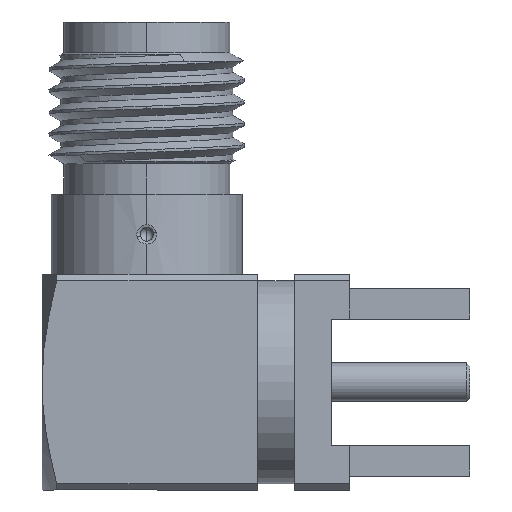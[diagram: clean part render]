
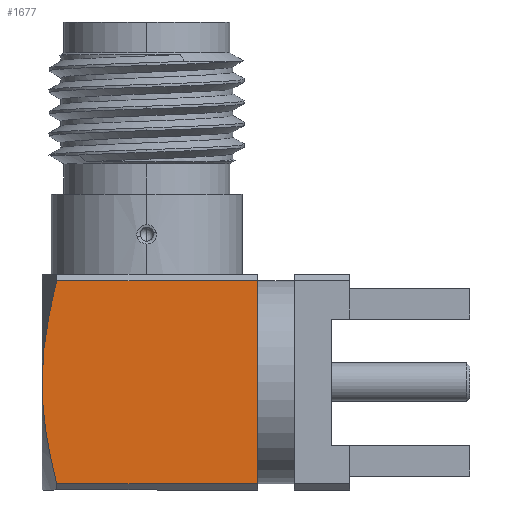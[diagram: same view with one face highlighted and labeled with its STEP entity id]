
A CAD part, left-side view. The second image highlights one B-rep face of the part: STEP entity #1677.
In plain terms, the highlighted planar face has unit normal (-1, 0, 0).
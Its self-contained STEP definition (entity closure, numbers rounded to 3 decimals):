
#191 = AXIS2_PLACEMENT_3D ( 'NONE', #1802, #331, #4826 ) ;
#269 = ORIENTED_EDGE ( 'NONE', *, *, #1918, .F. ) ;
#331 = DIRECTION ( 'NONE',  ( -1., 0., 0. ) ) ;
#395 = B_SPLINE_CURVE_WITH_KNOTS ( 'NONE', 3,
 ( #2747, #2762, #3188, #745, #3509, #1595 ),
 .UNSPECIFIED., .F., .F.,
 ( 4, 2, 4 ),
 ( 0.004, 0.006, 0.007 ),
 .UNSPECIFIED. ) ;
#417 = DIRECTION ( 'NONE',  ( 0., -1., 0. ) ) ;
#537 = LINE ( 'NONE', #1609, #5103 ) ;
#540 = ORIENTED_EDGE ( 'NONE', *, *, #3371, .T. ) ;
#745 = CARTESIAN_POINT ( 'NONE',  ( -3.5, 9.95, -5.205 ) ) ;
#1049 = EDGE_CURVE ( 'NONE', #3304, #3415, #537, .T. ) ;
#1080 = CARTESIAN_POINT ( 'NONE',  ( -3.5, 3., -7.4 ) ) ;
#1258 = ORIENTED_EDGE ( 'NONE', *, *, #5078, .F. ) ;
#1276 = EDGE_CURVE ( 'NONE', #3304, #2495, #2846, .T. ) ;
#1291 = CARTESIAN_POINT ( 'NONE',  ( -3.5, 10., -4.1 ) ) ;
#1292 = ORIENTED_EDGE ( 'NONE', *, *, #1049, .T. ) ;
#1360 = VERTEX_POINT ( 'NONE', #3133 ) ;
#1595 = CARTESIAN_POINT ( 'NONE',  ( -3.5, 10., -4.1 ) ) ;
#1609 = CARTESIAN_POINT ( 'NONE',  ( -3.5, 9.472, -0.8 ) ) ;
#1677 = ADVANCED_FACE ( 'NONE', ( #3150 ), #1785, .T. ) ;
#1785 = PLANE ( 'NONE',  #191 ) ;
#1802 = CARTESIAN_POINT ( 'NONE',  ( -3.5, 0., 0. ) ) ;
#1879 = VECTOR ( 'NONE', #417, 1000. ) ;
#1918 = EDGE_CURVE ( 'NONE', #4325, #3415, #4622, .T. ) ;
#2495 = VERTEX_POINT ( 'NONE', #3992 ) ;
#2656 = CARTESIAN_POINT ( 'NONE',  ( -3.5, 10., -4.1 ) ) ;
#2747 = CARTESIAN_POINT ( 'NONE',  ( -3.5, 9.523, -7.4 ) ) ;
#2762 = CARTESIAN_POINT ( 'NONE',  ( -3.5, 9.659, -6.856 ) ) ;
#2846 = LINE ( 'NONE', #3840, #3720 ) ;
#2902 = CARTESIAN_POINT ( 'NONE',  ( -3.5, 9.523, -0.8 ) ) ;
#2956 = DIRECTION ( 'NONE',  ( 0., 1., 0. ) ) ;
#3133 = CARTESIAN_POINT ( 'NONE',  ( -3.5, 9.523, -7.4 ) ) ;
#3150 = FACE_OUTER_BOUND ( 'NONE', #4038, .T. ) ;
#3188 = CARTESIAN_POINT ( 'NONE',  ( -3.5, 9.779, -6.305 ) ) ;
#3205 = LINE ( 'NONE', #1080, #1879 ) ;
#3304 = VERTEX_POINT ( 'NONE', #4282 ) ;
#3307 = CARTESIAN_POINT ( 'NONE',  ( -3.5, 9.778, -1.887 ) ) ;
#3371 = EDGE_CURVE ( 'NONE', #1360, #2495, #3205, .T. ) ;
#3415 = VERTEX_POINT ( 'NONE', #3607 ) ;
#3509 = CARTESIAN_POINT ( 'NONE',  ( -3.5, 10., -4.654 ) ) ;
#3607 = CARTESIAN_POINT ( 'NONE',  ( -3.5, 9.523, -0.8 ) ) ;
#3685 = CARTESIAN_POINT ( 'NONE',  ( -3.5, 10., -3.549 ) ) ;
#3720 = VECTOR ( 'NONE', #4647, 1000. ) ;
#3840 = CARTESIAN_POINT ( 'NONE',  ( -3.5, 3., -7.6 ) ) ;
#3992 = CARTESIAN_POINT ( 'NONE',  ( -3.5, 3., -7.4 ) ) ;
#4038 = EDGE_LOOP ( 'NONE', ( #4340, #1292, #269, #1258, #540 ) ) ;
#4282 = CARTESIAN_POINT ( 'NONE',  ( -3.5, 3., -0.8 ) ) ;
#4325 = VERTEX_POINT ( 'NONE', #2656 ) ;
#4340 = ORIENTED_EDGE ( 'NONE', *, *, #1276, .F. ) ;
#4622 = B_SPLINE_CURVE_WITH_KNOTS ( 'NONE', 3,
 ( #1291, #3685, #4907, #3307, #4872, #2902 ),
 .UNSPECIFIED., .F., .F.,
 ( 4, 2, 4 ),
 ( 0.007, 0.009, 0.011 ),
 .UNSPECIFIED. ) ;
#4647 = DIRECTION ( 'NONE',  ( 0., 0., -1. ) ) ;
#4826 = DIRECTION ( 'NONE',  ( 0., 0., 1. ) ) ;
#4872 = CARTESIAN_POINT ( 'NONE',  ( -3.5, 9.658, -1.34 ) ) ;
#4907 = CARTESIAN_POINT ( 'NONE',  ( -3.5, 9.951, -2.996 ) ) ;
#5078 = EDGE_CURVE ( 'NONE', #1360, #4325, #395, .T. ) ;
#5103 = VECTOR ( 'NONE', #2956, 1000. ) ;
